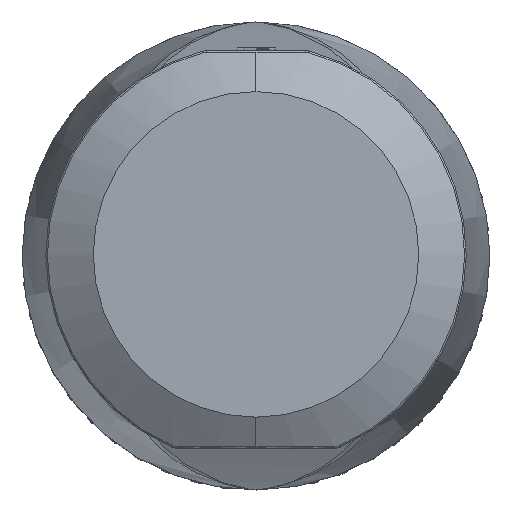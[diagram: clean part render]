
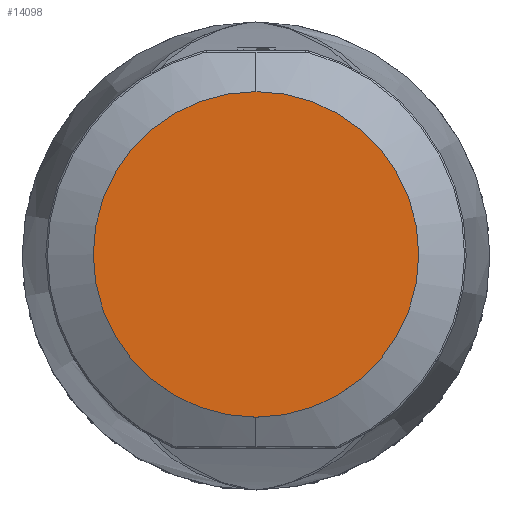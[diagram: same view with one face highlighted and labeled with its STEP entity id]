
A CAD part, top view. The second image highlights one B-rep face of the part: STEP entity #14098.
In plain terms, the highlighted planar face has unit normal (0, 0, 1).
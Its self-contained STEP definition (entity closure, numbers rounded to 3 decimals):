
#492 = VERTEX_POINT ( 'NONE', #1439 ) ;
#1439 = CARTESIAN_POINT ( 'NONE',  ( -5.15, 0., 31.207 ) ) ;
#7195 = CIRCLE ( 'NONE', #39160, 5.15 ) ;
#7596 = CARTESIAN_POINT ( 'NONE',  ( 5.15, 0., 31.207 ) ) ;
#7791 = EDGE_LOOP ( 'NONE', ( #24663, #36018 ) ) ;
#8514 = EDGE_CURVE ( 'NONE', #492, #46942, #45155, .T. ) ;
#9179 = AXIS2_PLACEMENT_3D ( 'NONE', #15646, #30203, #19224 ) ;
#9325 = CARTESIAN_POINT ( 'NONE',  ( 0., 0., 31.207 ) ) ;
#11378 = PLANE ( 'NONE',  #14056 ) ;
#14056 = AXIS2_PLACEMENT_3D ( 'NONE', #15118, #21959, #18385 ) ;
#14098 = ADVANCED_FACE ( 'NONE', ( #44773 ), #11378, .T. ) ;
#15118 = CARTESIAN_POINT ( 'NONE',  ( 0., 0., 31.207 ) ) ;
#15646 = CARTESIAN_POINT ( 'NONE',  ( 0., 0., 31.207 ) ) ;
#18385 = DIRECTION ( 'NONE',  ( 1., 0., 0. ) ) ;
#19224 = DIRECTION ( 'NONE',  ( 1., 0., 0. ) ) ;
#20060 = DIRECTION ( 'NONE',  ( 0., 0., 1. ) ) ;
#21959 = DIRECTION ( 'NONE',  ( 0., 0., 1. ) ) ;
#24663 = ORIENTED_EDGE ( 'NONE', *, *, #47926, .T. ) ;
#30203 = DIRECTION ( 'NONE',  ( 0., 0., 1. ) ) ;
#36018 = ORIENTED_EDGE ( 'NONE', *, *, #8514, .T. ) ;
#39160 = AXIS2_PLACEMENT_3D ( 'NONE', #9325, #20060, #39404 ) ;
#39404 = DIRECTION ( 'NONE',  ( 1., 0., 0. ) ) ;
#44773 = FACE_OUTER_BOUND ( 'NONE', #7791, .T. ) ;
#45155 = CIRCLE ( 'NONE', #9179, 5.15 ) ;
#46942 = VERTEX_POINT ( 'NONE', #7596 ) ;
#47926 = EDGE_CURVE ( 'NONE', #46942, #492, #7195, .T. ) ;
